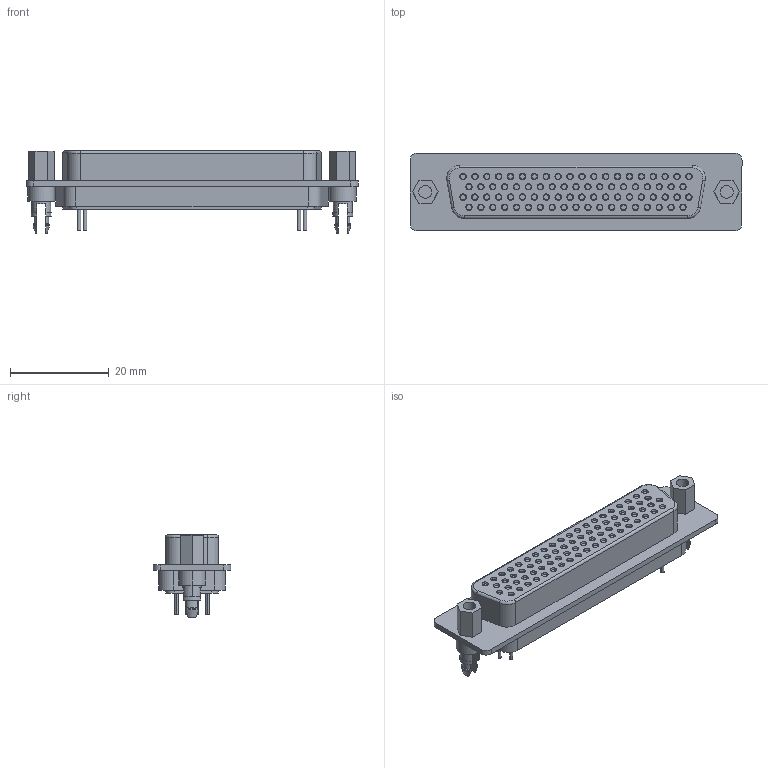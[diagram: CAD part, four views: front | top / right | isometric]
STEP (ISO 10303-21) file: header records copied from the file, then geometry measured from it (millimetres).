
FILE_DESCRIPTION((''),'2;1');
FILE_NAME('HARTING_09 56 551 7513.stp','2014-12-15T12:56:38',(''),(''),'Mechanical Desktop 2011','Mechanical Desktop 2011',', , ');
FILE_SCHEMA(('AUTOMOTIVE_DESIGN { 1 2 10303 214 1 1 1 1 }'));
Length unit declared in the file: millimetre
Products named in the file (1): Product
Bounding box: 67.3 x 15.75 x 16.75 mm (x, y, z)
Volume: 8074 mm3; surface area: 10893.3 mm2
Topology: 20 solids, 20 shells, 339 faces, 954 edges, 615 vertices
Faces by surface type: cone 164, plane 103, cylinder 68, torus 4
Entity records: 11467 total; most frequent: DIRECTION 2117, CARTESIAN_POINT 1941, ORIENTED_EDGE 1908, EDGE_CURVE 954, AXIS2_PLACEMENT_3D 839, VERTEX_POINT 615, CIRCLE 499, EDGE_LOOP 459
